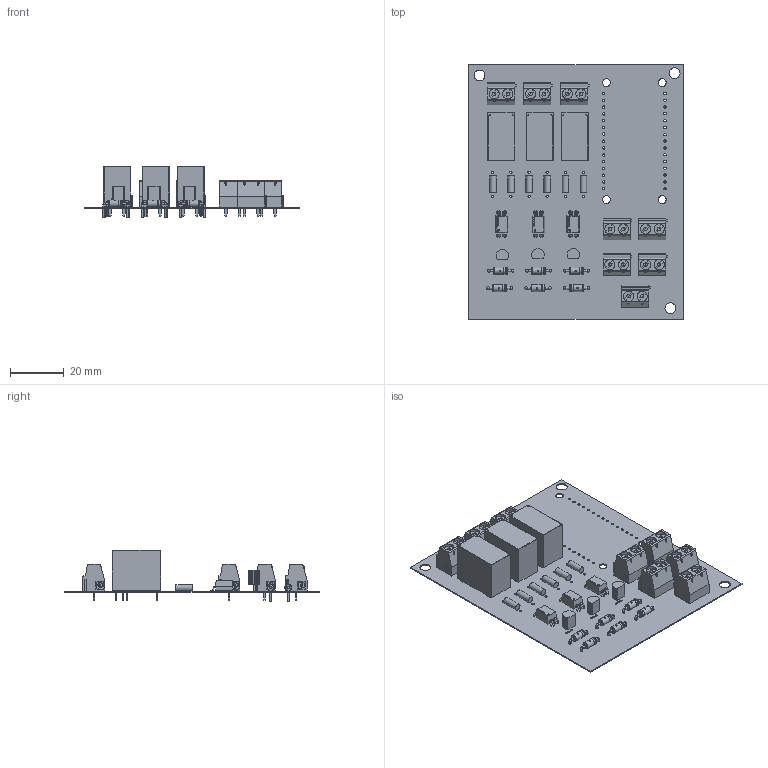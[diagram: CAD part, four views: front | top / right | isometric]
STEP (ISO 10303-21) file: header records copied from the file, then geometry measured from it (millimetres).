
FILE_DESCRIPTION(('Open CASCADE Model'),'2;1');
FILE_NAME('Open CASCADE Shape Model','2023-04-23T21:52:23',('Author'),( 'Open CASCADE'),'Open CASCADE STEP processor 7.5','Open CASCADE 7.5' ,'Unknown');
FILE_SCHEMA(('AUTOMOTIVE_DESIGN { 1 0 10303 214 1 1 1 1 }'));
Length unit declared in the file: millimetre
Products named in the file (52): PCB; Board; Open CASCADE STEP translator 7.5 1.1.1; R6; 6918086912; Cylinder; R5; 6595480400; R4; R3; R2; R1; Q3; 6588462640; Extruded; Q2; Q1; O3; Trans_ON_Semiconductor_FOD817DSD_eec; Part10; Part11; Part11_MIR; Part11_MIR1; Part11_MIR_MIR; O2; O1; K3; 6273880944; K2; K1; J3; 1729128; mkdsn_1.5-2-5.08; J2; J1; D6; Diode_Diotec_1N4007_eec; 1; 2; 3 ...
Assembly tree (73 placements, depth 4):
  PCB
    Board
      Open CASCADE STEP translator 7.5 1.1.1
    R6
      6918086912
        Cylinder
    R5
      6595480400
        Cylinder
    R4
      6595480400
        Cylinder
    R3
      6918086912
        Cylinder
    R2
      6595480400
        Cylinder
    R1
      6595480400
        Cylinder
    Q3
      6588462640
        Extruded
    Q2
      6588462640
        Extruded
    Q1
      6588462640
        Extruded
    O3
      Trans_ON_Semiconductor_FOD817DSD_eec
        Part10
        Part11
        Part11_MIR
        Part11_MIR1
        Part11_MIR_MIR
    O2
      Trans_ON_Semiconductor_FOD817DSD_eec
        Part10
        Part11
        Part11_MIR
        Part11_MIR1
        Part11_MIR_MIR
    O1
      Trans_ON_Semiconductor_FOD817DSD_eec
        Part10
        Part11
        Part11_MIR
        Part11_MIR1
        Part11_MIR_MIR
    K3
      6273880944
    K2
      6273880944
    K1
      6273880944
    J3
      1729128
        mkdsn_1.5-2-5.08
Bounding box: 80.14 x 95.12 x 19.31 mm (x, y, z)
Volume: 17129 mm3; surface area: 26619 mm2
Topology: 90 solids, 90 shells, 2428 faces, 6289 edges, 4207 vertices
Faces by surface type: plane 1655, cylinder 599, sphere 82, cone 44, torus 42, bspline 6
Full cylindrical faces by diameter (mm): 0.687 x3, 0.77 x36, 0.8 x9, 0.85 x12, 0.888 x30, 1 x12, 1.3 x31, 2.4 x6, 2.6 x18, 2.92 x4, 4.064 x3
Entity records: 22276 total; most frequent: CARTESIAN_POINT 4646, DIRECTION 3146, ORIENTED_EDGE 3116, EDGE_CURVE 1558, VERTEX_POINT 1073, AXIS2_PLACEMENT_3D 1072, LINE 1002, VECTOR 1002
